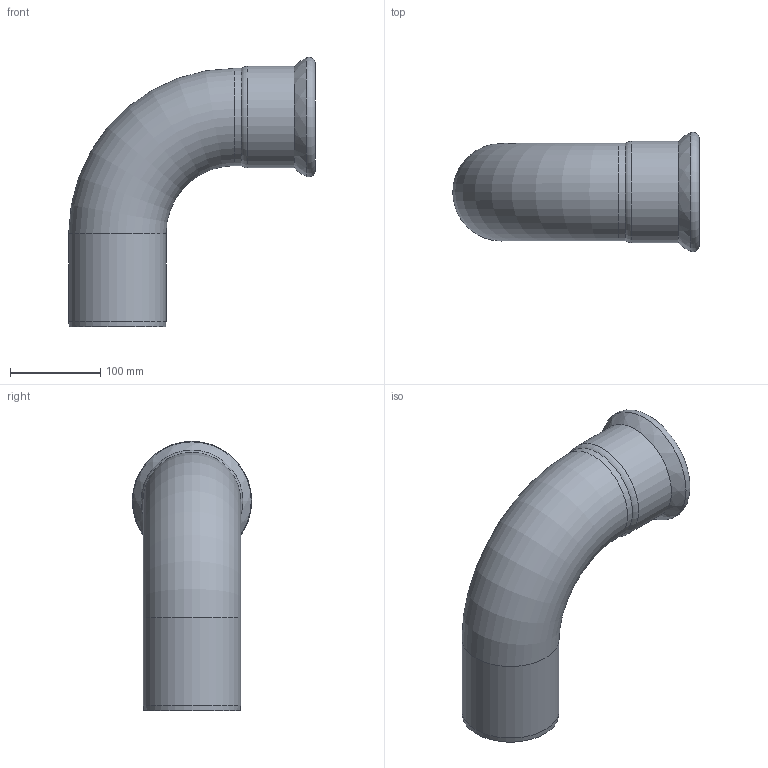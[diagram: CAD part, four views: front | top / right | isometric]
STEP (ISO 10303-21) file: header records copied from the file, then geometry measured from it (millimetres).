
FILE_DESCRIPTION(/* description */ (''),/* implementation_level */ '2;1');
FILE_NAME(/* name */ '381108901_Steelpres.stp',/* time_stamp */ '2022-10-21T14:12:23+02:00',/* author */ ('Vault'),/* organization */ ('Raccorderie metalliche s.p.a. '),/* preprocessor_version */ 'ST-DEVELOPER v18.1',/* originating_system */ 'Autodesk Inventor 2020',/* authorisation */ 'Raccorderie metalliche s.p.a. ');
FILE_SCHEMA (('AUTOMOTIVE_DESIGN { 1 0 10303 214 3 1 1 }'));
Length unit declared in the file: millimetre
Products named in the file (1): 381108901_Steelpres
Bounding box: 273.6 x 132.47 x 298.83 mm (x, y, z)
Volume: 322598.7 mm3; surface area: 272925.6 mm2
Topology: 1 solids, 1 shells, 20 faces, 67 edges, 48 vertices
Faces by surface type: cylinder 8, torus 7, cone 3, bspline 1, plane 1
Full cylindrical faces by diameter (mm): 104 x2, 108 x2, 108.8 x1, 110.7 x2, 112.8 x1
Entity records: 854 total; most frequent: DIRECTION 163, CARTESIAN_POINT 162, ORIENTED_EDGE 134, AXIS2_PLACEMENT_3D 76, EDGE_CURVE 67, CIRCLE 56, VERTEX_POINT 48, EDGE_LOOP 21
